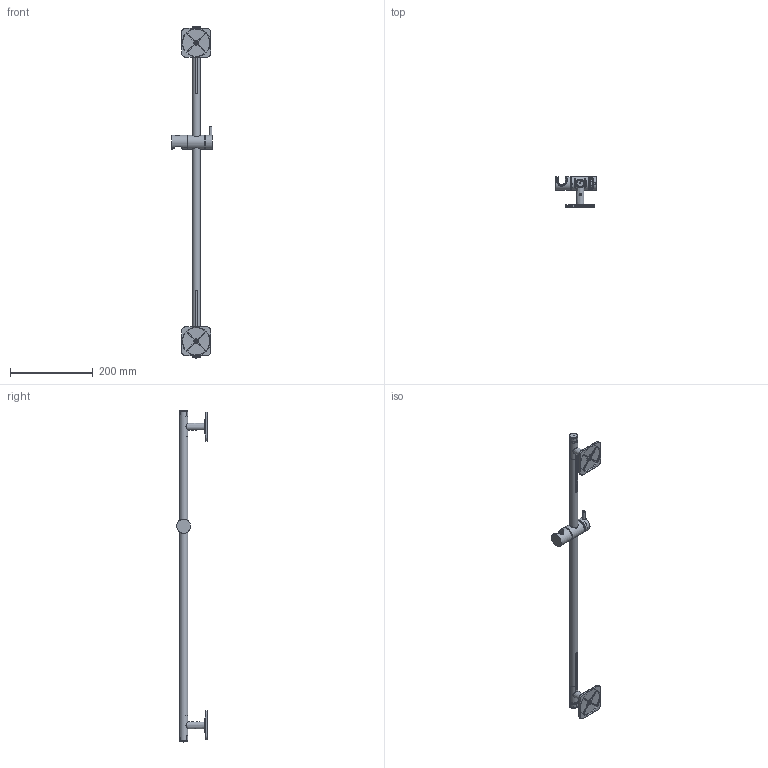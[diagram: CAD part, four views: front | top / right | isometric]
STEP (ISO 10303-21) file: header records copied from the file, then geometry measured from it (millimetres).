
FILE_DESCRIPTION(/* description */ ('Unknown'),/* implementation_level */ '2;1');
FILE_NAME(/* name */ 'GL311-00',/* time_stamp */ '2021-04-12T14:59:57+02:00',/* author */ ('Unknown'),/* organization */ ('Unknown'),/* preprocessor_version */ 'ST-DEVELOPER v16.7',/* originating_system */ 'DEX',/* authorisation */ $);
FILE_SCHEMA (('AUTOMOTIVE_DESIGN {1 0 10303 214 3 1 1}'));
Length unit declared in the file: millimetre
Products named in the file (23): GL311-00; C076084_00101ZZ; A046033_17841ZZ; C032064_00100ZZ; C092024_00000ZZ; SUPP_KUKY_FLEXI; A047088_00701ZZ; C029009_00200ZZ; E108029_02100SC_ASM; C061002_00101ZZ; C029003_00000ZZ; A015072_00700ZZ; C131002_00101ZZ; A028072_18141ZZ; A032011_16611ZZ; A132005_16600ZZ; A027001_16600ZZ; A059018_16600ZZ; C092086_00200ZZ; A011235_16600ZZ; C030123_00100ZZ; C102005_00101ZZ; C076001_00101ZZ
Assembly tree (31 placements, depth 3):
  GL311-00
    C076084_00101ZZ
    A046033_17841ZZ  x2
    C032064_00100ZZ  x2
    C092024_00000ZZ  x2
    SUPP_KUKY_FLEXI  x2
    A047088_00701ZZ  x2
    C029009_00200ZZ  x2
    E108029_02100SC_ASM
      C061002_00101ZZ
      C029003_00000ZZ  x2
      A015072_00700ZZ
      C131002_00101ZZ
      A028072_18141ZZ  x2
      A032011_16611ZZ
      A132005_16600ZZ
      A027001_16600ZZ
      A059018_16600ZZ
      C092086_00200ZZ  x2
      A011235_16600ZZ
      C030123_00100ZZ
      C102005_00101ZZ
      C076001_00101ZZ
Bounding box: 98.8 x 73.75 x 800.6 mm (x, y, z)
Volume: 129586.9 mm3; surface area: 185256.7 mm2
Topology: 30 solids, 30 shells, 1910 faces, 5246 edges, 3450 vertices
Faces by surface type: bspline 702, plane 440, cylinder 428, cone 169, torus 149, sphere 22
Full cylindrical faces by diameter (mm): 3 x2, 3.1 x2, 4 x9, 4.1 x2, 4.5 x3, 5.5 x4, 6 x2, 6.2 x1, 6.5 x4, 7 x2, 7.5 x2, 8 x2, 8.8 x4, 9.2 x2, 11 x2, 13.7 x1, 14 x1, 15 x1, 15.1 x1, 15.3 x1, 17.3 x1, 19 x2, 19.2 x1, 20 x1, 20.4 x2, 21.4 x2, 23 x1, 23.2 x1, 24.5 x1, 25 x1
Entity records: 64229 total; most frequent: CARTESIAN_POINT 35777, ORIENTED_EDGE 6544, DIRECTION 4502, EDGE_CURVE 3272, VERTEX_POINT 2196, AXIS2_PLACEMENT_3D 1840, B_SPLINE_CURVE_WITH_KNOTS 1525, EDGE_LOOP 1500
